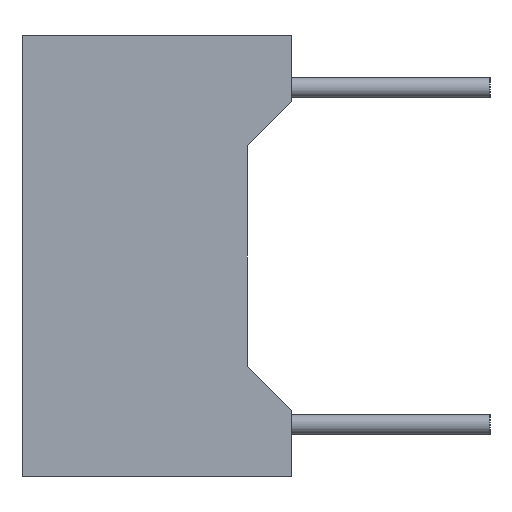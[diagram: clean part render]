
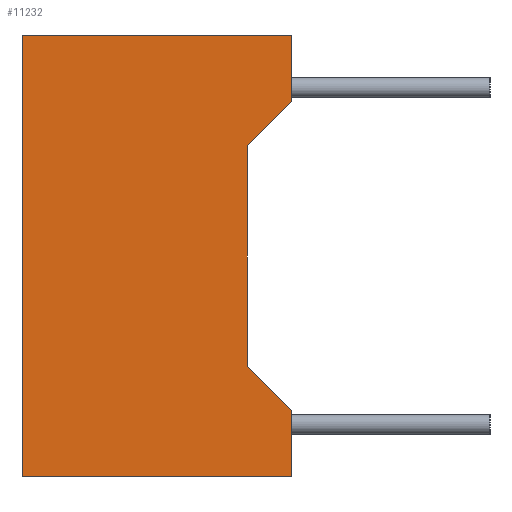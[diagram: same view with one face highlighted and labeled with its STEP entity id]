
A CAD part, left-side view. The second image highlights one B-rep face of the part: STEP entity #11232.
In plain terms, the highlighted planar face has unit normal (-1, 0, 0).
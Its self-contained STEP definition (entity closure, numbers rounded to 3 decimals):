
#44 = LINE ( 'NONE', #555, #7224 ) ;
#63 = VECTOR ( 'NONE', #786, 1000. ) ;
#80 = DIRECTION ( 'NONE',  ( 0., -1., 0. ) ) ;
#128 = CARTESIAN_POINT ( 'NONE',  ( -11.265, 0., 3.5 ) ) ;
#196 = DIRECTION ( 'NONE',  ( 0., -0.707, 0.707 ) ) ;
#233 = FACE_OUTER_BOUND ( 'NONE', #5166, .T. ) ;
#494 = VERTEX_POINT ( 'NONE', #1249 ) ;
#518 = ORIENTED_EDGE ( 'NONE', *, *, #2919, .T. ) ;
#555 = CARTESIAN_POINT ( 'NONE',  ( -11.265, 0., 5. ) ) ;
#786 = DIRECTION ( 'NONE',  ( 0., 0., 1. ) ) ;
#804 = LINE ( 'NONE', #4372, #9518 ) ;
#1244 = LINE ( 'NONE', #7334, #5768 ) ;
#1249 = CARTESIAN_POINT ( 'NONE',  ( -11.265, 0., -5. ) ) ;
#1455 = DIRECTION ( 'NONE',  ( 0., 0., 1. ) ) ;
#1578 = VERTEX_POINT ( 'NONE', #3859 ) ;
#1649 = DIRECTION ( 'NONE',  ( 0., 0., 1. ) ) ;
#1728 = CARTESIAN_POINT ( 'NONE',  ( -11.265, 0., 5. ) ) ;
#2127 = ORIENTED_EDGE ( 'NONE', *, *, #11152, .F. ) ;
#2267 = ORIENTED_EDGE ( 'NONE', *, *, #5065, .T. ) ;
#2579 = ORIENTED_EDGE ( 'NONE', *, *, #10452, .T. ) ;
#2708 = DIRECTION ( 'NONE',  ( 0., 0., 1. ) ) ;
#2775 = EDGE_CURVE ( 'NONE', #494, #1578, #6270, .T. ) ;
#2919 = EDGE_CURVE ( 'NONE', #3879, #3413, #8507, .T. ) ;
#3198 = CARTESIAN_POINT ( 'NONE',  ( -11.265, 0., 5. ) ) ;
#3413 = VERTEX_POINT ( 'NONE', #10755 ) ;
#3437 = ORIENTED_EDGE ( 'NONE', *, *, #7835, .T. ) ;
#3662 = DIRECTION ( 'NONE',  ( 0., 0., -1. ) ) ;
#3724 = CARTESIAN_POINT ( 'NONE',  ( -11.265, 1., -2.5 ) ) ;
#3739 = EDGE_CURVE ( 'NONE', #3413, #6647, #44, .T. ) ;
#3859 = CARTESIAN_POINT ( 'NONE',  ( -11.265, 0., -3.5 ) ) ;
#3879 = VERTEX_POINT ( 'NONE', #4362 ) ;
#4338 = LINE ( 'NONE', #10695, #6992 ) ;
#4362 = CARTESIAN_POINT ( 'NONE',  ( -11.265, 1., 2.5 ) ) ;
#4372 = CARTESIAN_POINT ( 'NONE',  ( -11.265, 6.1, -5. ) ) ;
#4461 = CARTESIAN_POINT ( 'NONE',  ( -11.265, 6.1, 5. ) ) ;
#5065 = EDGE_CURVE ( 'NONE', #1578, #8685, #1244, .T. ) ;
#5166 = EDGE_LOOP ( 'NONE', ( #11549, #2267, #3437, #518, #10169, #10051, #2127, #2579 ) ) ;
#5213 = DIRECTION ( 'NONE',  ( 0., -1., 0. ) ) ;
#5768 = VECTOR ( 'NONE', #10968, 1000. ) ;
#5836 = VECTOR ( 'NONE', #2708, 1000. ) ;
#6270 = LINE ( 'NONE', #1728, #5836 ) ;
#6647 = VERTEX_POINT ( 'NONE', #3198 ) ;
#6667 = VERTEX_POINT ( 'NONE', #7888 ) ;
#6960 = EDGE_CURVE ( 'NONE', #6667, #6647, #10868, .T. ) ;
#6992 = VECTOR ( 'NONE', #1649, 1000. ) ;
#7219 = AXIS2_PLACEMENT_3D ( 'NONE', #9134, #8159, #3662 ) ;
#7224 = VECTOR ( 'NONE', #1455, 1000. ) ;
#7324 = PLANE ( 'NONE',  #7219 ) ;
#7334 = CARTESIAN_POINT ( 'NONE',  ( -11.265, 0., -3.5 ) ) ;
#7835 = EDGE_CURVE ( 'NONE', #8685, #3879, #10025, .T. ) ;
#7888 = CARTESIAN_POINT ( 'NONE',  ( -11.265, 6.1, 5. ) ) ;
#7951 = VERTEX_POINT ( 'NONE', #8158 ) ;
#8158 = CARTESIAN_POINT ( 'NONE',  ( -11.265, 6.1, -5. ) ) ;
#8159 = DIRECTION ( 'NONE',  ( 1., 0., 0. ) ) ;
#8507 = LINE ( 'NONE', #128, #9069 ) ;
#8685 = VERTEX_POINT ( 'NONE', #3724 ) ;
#8774 = CARTESIAN_POINT ( 'NONE',  ( -11.265, 1., -2.5 ) ) ;
#9069 = VECTOR ( 'NONE', #196, 1000. ) ;
#9134 = CARTESIAN_POINT ( 'NONE',  ( -11.265, 6.1, 5. ) ) ;
#9518 = VECTOR ( 'NONE', #5213, 1000. ) ;
#10025 = LINE ( 'NONE', #8774, #63 ) ;
#10051 = ORIENTED_EDGE ( 'NONE', *, *, #6960, .F. ) ;
#10169 = ORIENTED_EDGE ( 'NONE', *, *, #3739, .T. ) ;
#10176 = VECTOR ( 'NONE', #80, 1000. ) ;
#10452 = EDGE_CURVE ( 'NONE', #7951, #494, #804, .T. ) ;
#10695 = CARTESIAN_POINT ( 'NONE',  ( -11.265, 6.1, 5. ) ) ;
#10755 = CARTESIAN_POINT ( 'NONE',  ( -11.265, 0., 3.5 ) ) ;
#10868 = LINE ( 'NONE', #4461, #10176 ) ;
#10968 = DIRECTION ( 'NONE',  ( 0., 0.707, 0.707 ) ) ;
#11152 = EDGE_CURVE ( 'NONE', #7951, #6667, #4338, .T. ) ;
#11232 = ADVANCED_FACE ( 'NONE', ( #233 ), #7324, .F. ) ;
#11549 = ORIENTED_EDGE ( 'NONE', *, *, #2775, .T. ) ;
